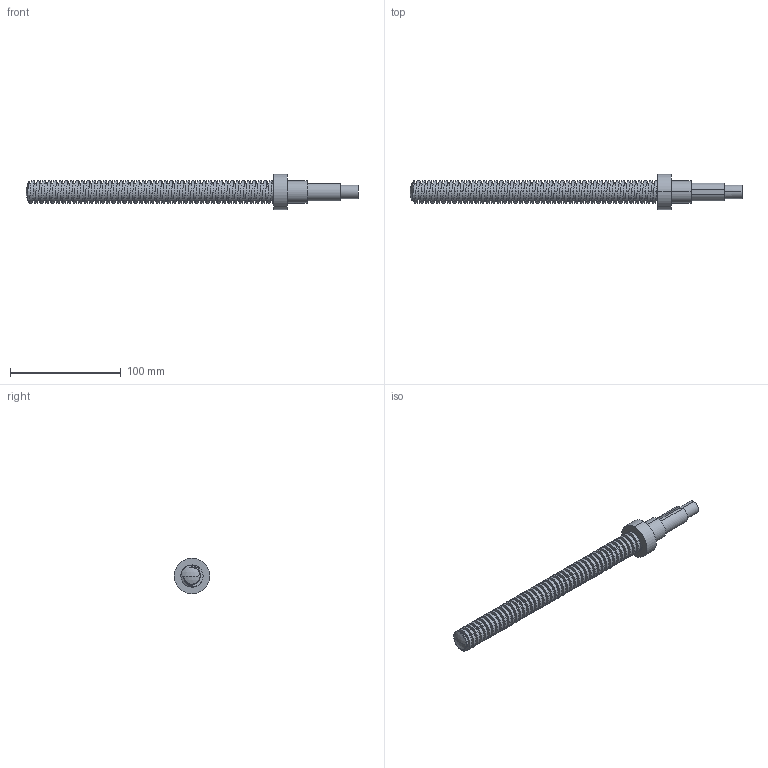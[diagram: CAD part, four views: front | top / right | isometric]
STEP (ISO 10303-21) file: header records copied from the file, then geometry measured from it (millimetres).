
FILE_DESCRIPTION (( 'STEP AP214' ), '1' );
FILE_NAME ('Screw Spindle.STEP', '2025-02-16T17:22:10', ( '' ), ( '' ), 'SwSTEP 2.0', 'SolidWorks 2024', '' );
FILE_SCHEMA (( 'AUTOMOTIVE_DESIGN' ));
Length unit declared in the file: millimetre
Products named in the file (1): Screw Spindle
Bounding box: 300 x 32 x 32 mm (x, y, z)
Volume: 77354.2 mm3; surface area: 30633.2 mm2
Topology: 1 solids, 1 shells, 111 faces, 317 edges, 211 vertices
Faces by surface type: cylinder 97, plane 9, bspline 3, sphere 2
Entity records: 14408 total; most frequent: CARTESIAN_POINT 12025, ORIENTED_EDGE 634, DIRECTION 371, EDGE_CURVE 317, VERTEX_POINT 211, AXIS2_PLACEMENT_3D 132, EDGE_LOOP 114, FACE_OUTER_BOUND 111
